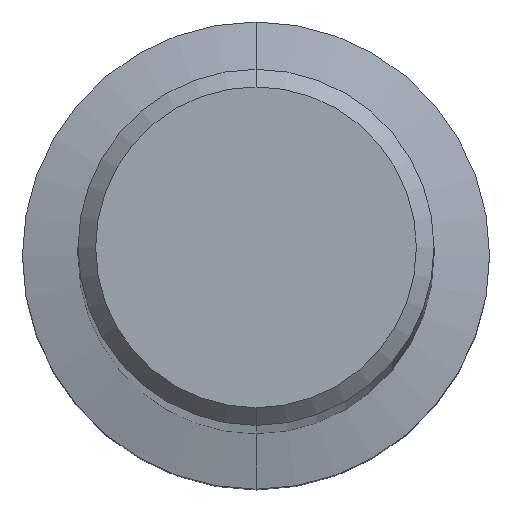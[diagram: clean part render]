
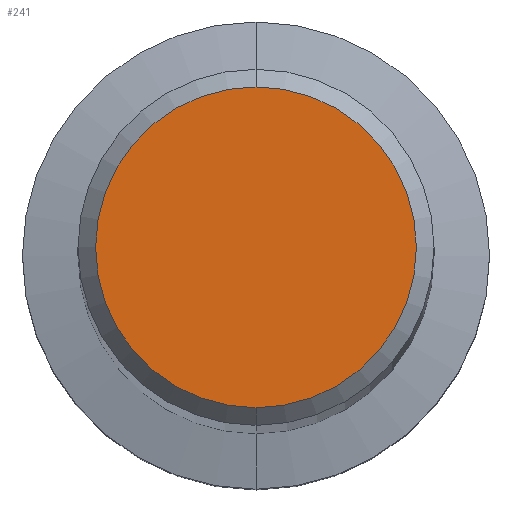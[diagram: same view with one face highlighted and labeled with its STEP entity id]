
A CAD part, top view. The second image highlights one B-rep face of the part: STEP entity #241.
In plain terms, the highlighted planar face has unit normal (0, 0, 1).
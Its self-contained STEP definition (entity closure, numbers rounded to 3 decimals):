
#131=VERTEX_POINT('',#330);
#189=VERTEX_POINT('',#396);
#209=EDGE_CURVE('',#189,#131,#417,.T.);
#241=ADVANCED_FACE('',(#455),#456,.T.);
#251=EDGE_CURVE('',#131,#189,#467,.T.);
#330=CARTESIAN_POINT('',(0.,-5.45,0.0));
#396=CARTESIAN_POINT('',(0.0,5.45,0.0));
#417=CIRCLE('',#664,5.45);
#455=FACE_OUTER_BOUND('',#708,.T.);
#456=PLANE('',#709);
#467=CIRCLE('',#723,5.45);
#664=AXIS2_PLACEMENT_3D('',#914,#915,#916);
#708=EDGE_LOOP('',(#963,#964));
#709=AXIS2_PLACEMENT_3D('',#965,#966,#967);
#723=AXIS2_PLACEMENT_3D('',#982,#983,#984);
#914=CARTESIAN_POINT('',(0.0,0.0,0.0));
#915=DIRECTION('',(0.0,0.0,-1.0));
#916=DIRECTION('',(0.0,1.0,0.0));
#963=ORIENTED_EDGE('',*,*,#209,.F.);
#964=ORIENTED_EDGE('',*,*,#251,.F.);
#965=CARTESIAN_POINT('',(0.0,2.725,0.0));
#966=DIRECTION('',(-0.0,0.0,1.0));
#967=DIRECTION('',(0.0,-1.0,0.0));
#982=CARTESIAN_POINT('',(0.0,0.0,0.0));
#983=DIRECTION('',(0.0,0.0,-1.0));
#984=DIRECTION('',(0.0,1.0,0.0));
